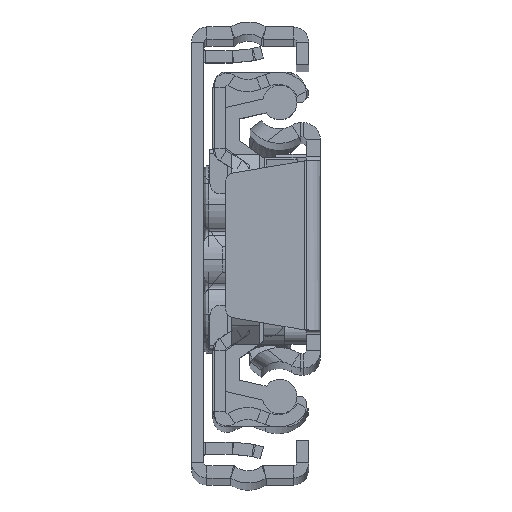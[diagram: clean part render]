
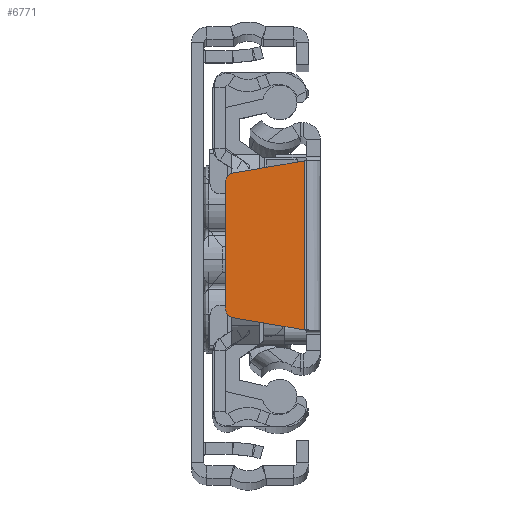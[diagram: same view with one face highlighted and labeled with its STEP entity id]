
A CAD part, top view. The second image highlights one B-rep face of the part: STEP entity #6771.
In plain terms, the highlighted planar face has unit normal (0, 0, 1).
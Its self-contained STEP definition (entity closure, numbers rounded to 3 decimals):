
#61 = CARTESIAN_POINT ( 'NONE',  ( -1.5, 8.35, 0. ) ) ;
#526 = DIRECTION ( 'NONE',  ( 0., 1., 0. ) ) ;
#1204 = DIRECTION ( 'NONE',  ( 0., 0., -1. ) ) ;
#1213 = CARTESIAN_POINT ( 'NONE',  ( -1.6, -8.333, 0. ) ) ;
#1866 = ORIENTED_EDGE ( 'NONE', *, *, #19583, .F. ) ;
#2553 = CIRCLE ( 'NONE', #20703, 1. ) ;
#3212 = DIRECTION ( 'NONE',  ( -0.986, 0.168, 0. ) ) ;
#3251 = CARTESIAN_POINT ( 'NONE',  ( -1.6, -8.333, 0. ) ) ;
#3714 = LINE ( 'NONE', #5368, #16169 ) ;
#4494 = CARTESIAN_POINT ( 'NONE',  ( -8.4, 6.156, 0. ) ) ;
#5017 = EDGE_CURVE ( 'NONE', #21592, #20516, #5236, .T. ) ;
#5236 = CIRCLE ( 'NONE', #20227, 1. ) ;
#5368 = CARTESIAN_POINT ( 'NONE',  ( -9.4, 6.156, 0. ) ) ;
#5543 = FACE_OUTER_BOUND ( 'NONE', #18320, .T. ) ;
#5894 = ORIENTED_EDGE ( 'NONE', *, *, #20198, .F. ) ;
#6671 = CARTESIAN_POINT ( 'NONE',  ( -8.568, -7.142, 0. ) ) ;
#6742 = ORIENTED_EDGE ( 'NONE', *, *, #11857, .F. ) ;
#6771 = ADVANCED_FACE ( 'NONE', ( #5543 ), #10650, .F. ) ;
#7680 = ORIENTED_EDGE ( 'NONE', *, *, #12412, .F. ) ;
#8013 = LINE ( 'NONE', #21355, #15405 ) ;
#8576 = VECTOR ( 'NONE', #10342, 1000. ) ;
#8772 = CARTESIAN_POINT ( 'NONE',  ( -9.4, 6.156, 0. ) ) ;
#9464 = AXIS2_PLACEMENT_3D ( 'NONE', #4494, #1204, #11268 ) ;
#10342 = DIRECTION ( 'NONE',  ( 0.986, 0.168, 0. ) ) ;
#10375 = EDGE_CURVE ( 'NONE', #16138, #12264, #8013, .T. ) ;
#10625 = CARTESIAN_POINT ( 'NONE',  ( -8.4, -6.156, 0. ) ) ;
#10650 = PLANE ( 'NONE',  #9464 ) ;
#11049 = LINE ( 'NONE', #1213, #12445 ) ;
#11115 = DIRECTION ( 'NONE',  ( 0., 0., -1. ) ) ;
#11268 = DIRECTION ( 'NONE',  ( -1., 0., 0. ) ) ;
#11648 = VERTEX_POINT ( 'NONE', #16214 ) ;
#11857 = EDGE_CURVE ( 'NONE', #12264, #11648, #2553, .T. ) ;
#12157 = VERTEX_POINT ( 'NONE', #21079 ) ;
#12264 = VERTEX_POINT ( 'NONE', #6671 ) ;
#12270 = DIRECTION ( 'NONE',  ( 0., 0., -1. ) ) ;
#12412 = EDGE_CURVE ( 'NONE', #11648, #21592, #3714, .T. ) ;
#12445 = VECTOR ( 'NONE', #19371, 1000. ) ;
#12529 = ORIENTED_EDGE ( 'NONE', *, *, #5017, .F. ) ;
#13614 = CARTESIAN_POINT ( 'NONE',  ( -8.4, 6.156, 0. ) ) ;
#15046 = LINE ( 'NONE', #61, #8576 ) ;
#15185 = ORIENTED_EDGE ( 'NONE', *, *, #10375, .F. ) ;
#15405 = VECTOR ( 'NONE', #3212, 1000. ) ;
#15658 = DIRECTION ( 'NONE',  ( -1., 0., 0. ) ) ;
#16138 = VERTEX_POINT ( 'NONE', #3251 ) ;
#16169 = VECTOR ( 'NONE', #526, 1000. ) ;
#16214 = CARTESIAN_POINT ( 'NONE',  ( -9.4, -6.156, 0. ) ) ;
#17187 = CARTESIAN_POINT ( 'NONE',  ( -8.568, 7.142, 0. ) ) ;
#17802 = DIRECTION ( 'NONE',  ( -1., 0., 0. ) ) ;
#18320 = EDGE_LOOP ( 'NONE', ( #5894, #1866, #12529, #7680, #6742, #15185 ) ) ;
#19371 = DIRECTION ( 'NONE',  ( 0., -1., 0. ) ) ;
#19583 = EDGE_CURVE ( 'NONE', #20516, #12157, #15046, .T. ) ;
#20198 = EDGE_CURVE ( 'NONE', #12157, #16138, #11049, .T. ) ;
#20227 = AXIS2_PLACEMENT_3D ( 'NONE', #13614, #11115, #17802 ) ;
#20516 = VERTEX_POINT ( 'NONE', #17187 ) ;
#20703 = AXIS2_PLACEMENT_3D ( 'NONE', #10625, #12270, #15658 ) ;
#21079 = CARTESIAN_POINT ( 'NONE',  ( -1.6, 8.333, 0. ) ) ;
#21355 = CARTESIAN_POINT ( 'NONE',  ( -8.568, -7.142, 0. ) ) ;
#21592 = VERTEX_POINT ( 'NONE', #8772 ) ;
